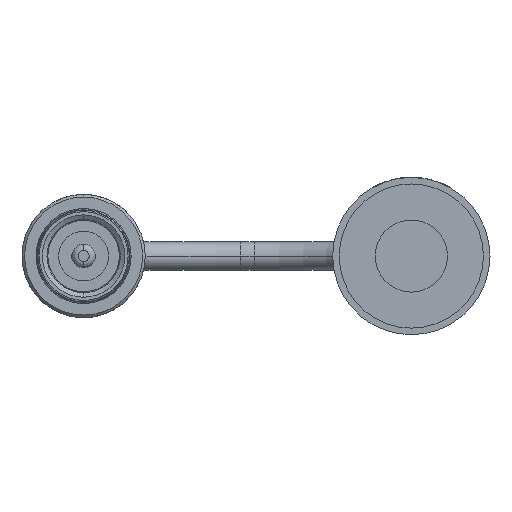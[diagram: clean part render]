
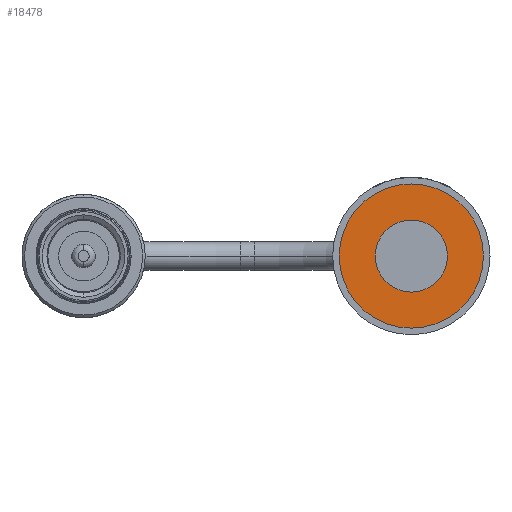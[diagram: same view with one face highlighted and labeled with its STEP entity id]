
A CAD part, front view. The second image highlights one B-rep face of the part: STEP entity #18478.
In plain terms, the highlighted planar face has unit normal (0, -1, 0).
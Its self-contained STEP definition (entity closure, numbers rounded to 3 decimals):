
#5623=CARTESIAN_POINT('',(0.,-19.986,0.));
#5624=DIRECTION('',(0.,-1.,0.));
#5625=DIRECTION('',(-1.,0.,0.));
#5626=AXIS2_PLACEMENT_3D('',#5623,#5624,#5625);
#5631=CARTESIAN_POINT('',(0.,-19.986,0.));
#5632=DIRECTION('',(0.,-1.,0.));
#5633=DIRECTION('',(1.,0.,0.));
#5634=AXIS2_PLACEMENT_3D('',#5631,#5632,#5633);
#5639=CARTESIAN_POINT('',(0.,-19.986,0.));
#5640=DIRECTION('',(0.,1.,0.));
#5641=DIRECTION('',(-1.,0.,0.));
#5642=AXIS2_PLACEMENT_3D('',#5639,#5640,#5641);
#5647=CARTESIAN_POINT('',(0.,-19.986,0.));
#5648=DIRECTION('',(0.,1.,0.));
#5649=DIRECTION('',(1.,0.,0.));
#5650=AXIS2_PLACEMENT_3D('',#5647,#5648,#5649);
#13707=CARTESIAN_POINT('',(-5.5,-19.986,0.));
#13708=CARTESIAN_POINT('',(5.5,-19.986,0.));
#13709=VERTEX_POINT('',#13707);
#13710=VERTEX_POINT('',#13708);
#13711=CARTESIAN_POINT('',(-2.75,-19.986,0.));
#13712=CARTESIAN_POINT('',(2.75,-19.986,0.));
#13713=VERTEX_POINT('',#13711);
#13714=VERTEX_POINT('',#13712);
#18463=CARTESIAN_POINT('',(0.,-19.986,0.));
#18464=DIRECTION('',(0.,-1.,0.));
#18465=DIRECTION('',(-1.,0.,0.));
#18466=AXIS2_PLACEMENT_3D('',#18463,#18464,#18465);
#18467=PLANE('',#18466);
#18468=ORIENTED_EDGE('',*,*,#18419,.F.);
#18469=ORIENTED_EDGE('',*,*,#18445,.F.);
#18470=EDGE_LOOP('',(#18468,#18469));
#18471=FACE_OUTER_BOUND('',#18470,.F.);
#18473=ORIENTED_EDGE('',*,*,#18472,.F.);
#18475=ORIENTED_EDGE('',*,*,#18474,.F.);
#18476=EDGE_LOOP('',(#18473,#18475));
#18477=FACE_BOUND('',#18476,.F.);
#18478=ADVANCED_FACE('',(#18471,#18477),#18467,.T.);
#5627=CIRCLE('',#5626,5.5);
#5635=CIRCLE('',#5634,5.5);
#5643=CIRCLE('',#5642,2.75);
#5651=CIRCLE('',#5650,2.75);
#18419=EDGE_CURVE('',#13709,#13710,#5627,.T.);
#18445=EDGE_CURVE('',#13710,#13709,#5635,.T.);
#18472=EDGE_CURVE('',#13713,#13714,#5643,.T.);
#18474=EDGE_CURVE('',#13714,#13713,#5651,.T.);
